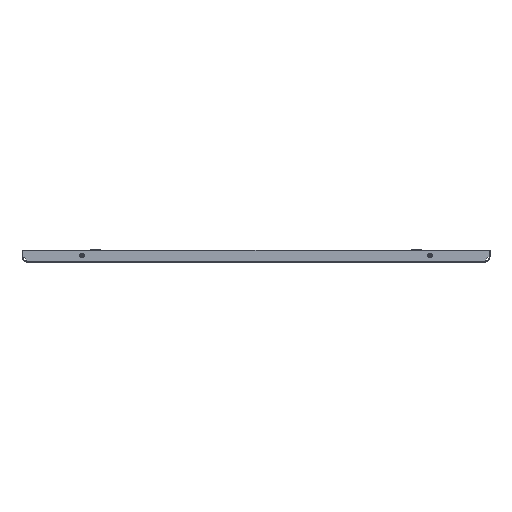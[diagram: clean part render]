
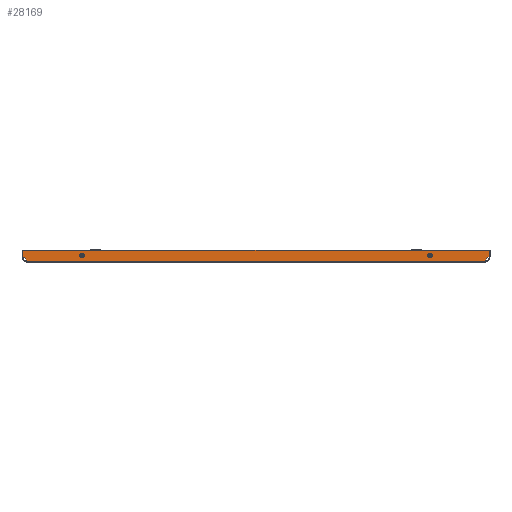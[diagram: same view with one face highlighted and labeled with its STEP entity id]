
A CAD part, front view. The second image highlights one B-rep face of the part: STEP entity #28169.
In plain terms, the highlighted planar face has unit normal (0, -1, 0).
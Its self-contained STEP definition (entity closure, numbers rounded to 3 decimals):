
#6126 = DIRECTION ( 'NONE',  ( 0., 0., 1. ) ) ;
#6127 = DIRECTION ( 'NONE',  ( 0., 1., 0. ) ) ;
#6132 = CARTESIAN_POINT ( 'NONE',  ( -395.5, -777.5, 20. ) ) ;
#6157 = PLANE ( 'NONE',  #15919 ) ;
#9914 = AXIS2_PLACEMENT_3D ( 'NONE', #13222, #13221, #13220 ) ;
#9951 = AXIS2_PLACEMENT_3D ( 'NONE', #13039, #13027, #13026 ) ;
#10090 = AXIS2_PLACEMENT_3D ( 'NONE', #13036, #13030, #13029 ) ;
#10197 = AXIS2_PLACEMENT_3D ( 'NONE', #13205, #13193, #13192 ) ;
#13026 = DIRECTION ( 'NONE',  ( 0., 0., 1. ) ) ;
#13027 = DIRECTION ( 'NONE',  ( 0., -1., 0. ) ) ;
#13029 = DIRECTION ( 'NONE',  ( 0., 0., 1. ) ) ;
#13030 = DIRECTION ( 'NONE',  ( 0., 1., 0. ) ) ;
#13035 = DIRECTION ( 'NONE',  ( -0.707, 0., -0.707 ) ) ;
#13036 = CARTESIAN_POINT ( 'NONE',  ( 295.5, -777.5, 11. ) ) ;
#13037 = DIRECTION ( 'NONE',  ( 0., 0., 1. ) ) ;
#13038 = CARTESIAN_POINT ( 'NONE',  ( -395.4, -777.5, 1.51 ) ) ;
#13039 = CARTESIAN_POINT ( 'NONE',  ( -295.5, -777.5, 11. ) ) ;
#13040 = DIRECTION ( 'NONE',  ( 0.707, 0., -0.707 ) ) ;
#13041 = CARTESIAN_POINT ( 'NONE',  ( 5.801, -777.5, -380.996 ) ) ;
#13043 = DIRECTION ( 'NONE',  ( -1., 0., 0. ) ) ;
#13045 = CARTESIAN_POINT ( 'NONE',  ( -395.5, -777.5, 1.51 ) ) ;
#13046 = DIRECTION ( 'NONE',  ( 0., 0., 1. ) ) ;
#13047 = CARTESIAN_POINT ( 'NONE',  ( 395.4, -777.5, 1.51 ) ) ;
#13053 = CARTESIAN_POINT ( 'NONE',  ( -401., -777.5, 14.504 ) ) ;
#13057 = DIRECTION ( 'NONE',  ( -1., 0., 0. ) ) ;
#13062 = CARTESIAN_POINT ( 'NONE',  ( -395.5, -777.5, 20. ) ) ;
#13192 = DIRECTION ( 'NONE',  ( 0., 0., 1. ) ) ;
#13193 = DIRECTION ( 'NONE',  ( 0., 1., 0. ) ) ;
#13205 = CARTESIAN_POINT ( 'NONE',  ( 295.5, -777.5, 11. ) ) ;
#13220 = DIRECTION ( 'NONE',  ( 0., 0., 1. ) ) ;
#13221 = DIRECTION ( 'NONE',  ( 0., -1., 0. ) ) ;
#13222 = CARTESIAN_POINT ( 'NONE',  ( -295.5, -777.5, 11. ) ) ;
#15919 = AXIS2_PLACEMENT_3D ( 'NONE', #6132, #6127, #6126 ) ;
#17449 = CARTESIAN_POINT ( 'NONE',  ( 295.5, -777.5, 7. ) ) ;
#17453 = CARTESIAN_POINT ( 'NONE',  ( -295.5, -777.5, 15. ) ) ;
#17518 = CARTESIAN_POINT ( 'NONE',  ( -388.016, -777.5, 1.51 ) ) ;
#17555 = CARTESIAN_POINT ( 'NONE',  ( -395.4, -777.5, 20. ) ) ;
#17581 = CARTESIAN_POINT ( 'NONE',  ( 395.4, -777.5, 8.9 ) ) ;
#17599 = CARTESIAN_POINT ( 'NONE',  ( 388.016, -777.5, 1.51 ) ) ;
#17614 = CARTESIAN_POINT ( 'NONE',  ( 295.5, -777.5, 15. ) ) ;
#17724 = CARTESIAN_POINT ( 'NONE',  ( 395.4, -777.5, 20. ) ) ;
#17760 = CARTESIAN_POINT ( 'NONE',  ( -395.4, -777.5, 8.9 ) ) ;
#17847 = VERTEX_POINT ( 'NONE', #17881 ) ;
#17881 = CARTESIAN_POINT ( 'NONE',  ( -295.5, -777.5, 7. ) ) ;
#18000 = VERTEX_POINT ( 'NONE', #17760 ) ;
#18035 = VERTEX_POINT ( 'NONE', #17724 ) ;
#18145 = VERTEX_POINT ( 'NONE', #17614 ) ;
#18160 = VERTEX_POINT ( 'NONE', #17599 ) ;
#18178 = VERTEX_POINT ( 'NONE', #17581 ) ;
#18204 = VERTEX_POINT ( 'NONE', #17555 ) ;
#18239 = VERTEX_POINT ( 'NONE', #17518 ) ;
#18304 = VERTEX_POINT ( 'NONE', #17453 ) ;
#18308 = VERTEX_POINT ( 'NONE', #17449 ) ;
#20917 = FACE_BOUND ( 'NONE', #29033, .T. ) ;
#20919 = FACE_OUTER_BOUND ( 'NONE', #29028, .T. ) ;
#20934 = FACE_BOUND ( 'NONE', #29130, .T. ) ;
#21324 = EDGE_CURVE ( 'NONE', #18304, #17847, #23435, .T. ) ;
#21332 = EDGE_CURVE ( 'NONE', #18308, #18145, #23424, .T. ) ;
#21378 = EDGE_CURVE ( 'NONE', #18035, #18204, #23358, .T. ) ;
#21383 = EDGE_CURVE ( 'NONE', #18178, #18035, #23350, .T. ) ;
#21385 = EDGE_CURVE ( 'NONE', #18160, #18239, #23345, .T. ) ;
#21386 = EDGE_CURVE ( 'NONE', #18000, #18239, #23347, .T. ) ;
#21387 = EDGE_CURVE ( 'NONE', #18000, #18204, #23342, .T. ) ;
#21388 = EDGE_CURVE ( 'NONE', #18178, #18160, #23351, .T. ) ;
#21390 = EDGE_CURVE ( 'NONE', #18145, #18308, #23334, .T. ) ;
#21392 = EDGE_CURVE ( 'NONE', #17847, #18304, #23332, .T. ) ;
#23332 = CIRCLE ( 'NONE', #9951, 4. ) ;
#23334 = CIRCLE ( 'NONE', #10090, 4. ) ;
#23340 = VECTOR ( 'NONE', #13035, 1000. ) ;
#23341 = VECTOR ( 'NONE', #13037, 1000. ) ;
#23342 = LINE ( 'NONE', #13038, #23341 ) ;
#23343 = VECTOR ( 'NONE', #13040, 1000. ) ;
#23344 = VECTOR ( 'NONE', #13043, 1000. ) ;
#23345 = LINE ( 'NONE', #13045, #23344 ) ;
#23347 = LINE ( 'NONE', #13053, #23343 ) ;
#23349 = VECTOR ( 'NONE', #13046, 1000. ) ;
#23350 = LINE ( 'NONE', #13047, #23349 ) ;
#23351 = LINE ( 'NONE', #13041, #23340 ) ;
#23352 = VECTOR ( 'NONE', #13057, 1000. ) ;
#23358 = LINE ( 'NONE', #13062, #23352 ) ;
#23424 = CIRCLE ( 'NONE', #10197, 4. ) ;
#23435 = CIRCLE ( 'NONE', #9914, 4. ) ;
#28169 = ADVANCED_FACE ( 'NONE', ( #20919, #20917, #20934 ), #6157, .F. ) ;
#29028 = EDGE_LOOP ( 'NONE', ( #29430, #29431, #29432, #29433, #29434, #29435 ) ) ;
#29033 = EDGE_LOOP ( 'NONE', ( #29436, #29437 ) ) ;
#29130 = EDGE_LOOP ( 'NONE', ( #29438, #29439 ) ) ;
#29430 = ORIENTED_EDGE ( 'NONE', *, *, #21387, .F. ) ;
#29431 = ORIENTED_EDGE ( 'NONE', *, *, #21386, .T. ) ;
#29432 = ORIENTED_EDGE ( 'NONE', *, *, #21385, .F. ) ;
#29433 = ORIENTED_EDGE ( 'NONE', *, *, #21388, .F. ) ;
#29434 = ORIENTED_EDGE ( 'NONE', *, *, #21383, .T. ) ;
#29435 = ORIENTED_EDGE ( 'NONE', *, *, #21378, .T. ) ;
#29436 = ORIENTED_EDGE ( 'NONE', *, *, #21390, .T. ) ;
#29437 = ORIENTED_EDGE ( 'NONE', *, *, #21332, .T. ) ;
#29438 = ORIENTED_EDGE ( 'NONE', *, *, #21324, .F. ) ;
#29439 = ORIENTED_EDGE ( 'NONE', *, *, #21392, .F. ) ;
